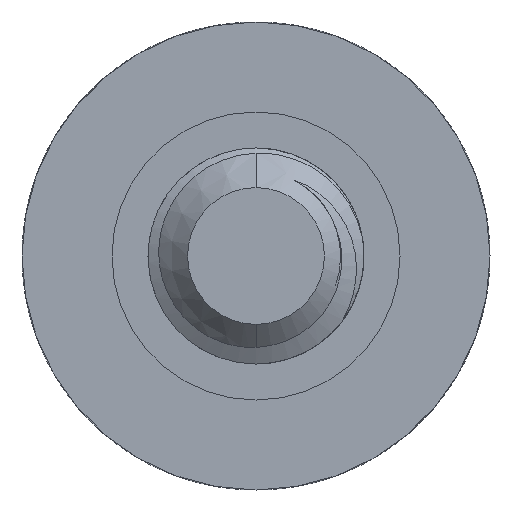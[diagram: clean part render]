
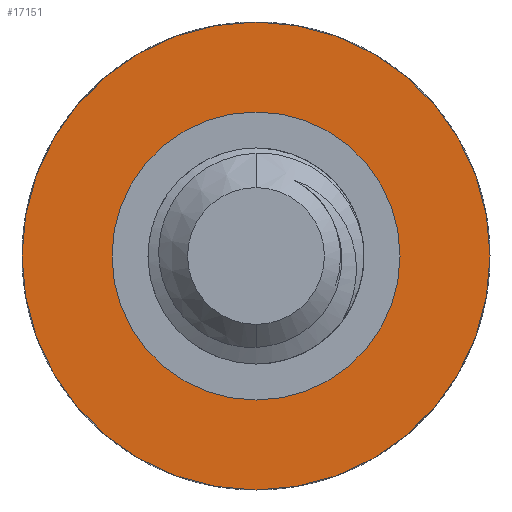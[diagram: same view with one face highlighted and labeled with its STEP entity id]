
A CAD part, front view. The second image highlights one B-rep face of the part: STEP entity #17151.
In plain terms, the highlighted planar face has unit normal (0, -1, 0).
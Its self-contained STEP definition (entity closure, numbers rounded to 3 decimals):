
#1198 = VERTEX_POINT ( 'NONE', #8683 ) ;
#1206 = VERTEX_POINT ( 'NONE', #8665 ) ;
#1250 = EDGE_CURVE ( 'NONE', #1198, #1206, #8827, .T. ) ;
#8665 = CARTESIAN_POINT ( 'NONE',  ( 0., 0., 4. ) ) ;
#8683 = CARTESIAN_POINT ( 'NONE',  ( 0., 0., -4. ) ) ;
#8823 = DIRECTION ( 'NONE',  ( 0., 0., 1. ) ) ;
#8824 = DIRECTION ( 'NONE',  ( 0., -1., 0. ) ) ;
#8825 = CARTESIAN_POINT ( 'NONE',  ( 0., 0., 0. ) ) ;
#8826 = AXIS2_PLACEMENT_3D ( 'NONE', #8825, #8824, #8823 ) ;
#8827 = CIRCLE ( 'NONE', #8826, 4. ) ;
#8869 = VERTEX_POINT ( 'NONE', #9519 ) ;
#9519 = CARTESIAN_POINT ( 'NONE',  ( 0., 0., 6.5 ) ) ;
#10409 = DIRECTION ( 'NONE',  ( 0., 0., 1. ) ) ;
#10410 = DIRECTION ( 'NONE',  ( 0., 1., 0. ) ) ;
#10411 = CARTESIAN_POINT ( 'NONE',  ( 0., 0., 0. ) ) ;
#10412 = AXIS2_PLACEMENT_3D ( 'NONE', #10411, #10410, #10409 ) ;
#10413 = CIRCLE ( 'NONE', #10412, 6.5 ) ;
#10752 = DIRECTION ( 'NONE',  ( 0., 0., 1. ) ) ;
#10753 = DIRECTION ( 'NONE',  ( 0., -1., 0. ) ) ;
#10754 = CARTESIAN_POINT ( 'NONE',  ( 0., 0., 0. ) ) ;
#10755 = AXIS2_PLACEMENT_3D ( 'NONE', #10754, #10753, #10752 ) ;
#10756 = CIRCLE ( 'NONE', #10755, 4. ) ;
#10770 = DIRECTION ( 'NONE',  ( 0., 0., 1. ) ) ;
#10771 = DIRECTION ( 'NONE',  ( 0., 1., 0. ) ) ;
#10772 = CARTESIAN_POINT ( 'NONE',  ( 0., 0., 0. ) ) ;
#10773 = AXIS2_PLACEMENT_3D ( 'NONE', #10772, #10771, #10770 ) ;
#10774 = PLANE ( 'NONE',  #10773 ) ;
#10785 = FACE_BOUND ( 'NONE', #17130, .T. ) ;
#10786 = FACE_OUTER_BOUND ( 'NONE', #17141, .T. ) ;
#15195 = CARTESIAN_POINT ( 'NONE',  ( 0., 0., -6.5 ) ) ;
#16004 = EDGE_CURVE ( 'NONE', #21754, #8869, #10413, .T. ) ;
#16528 = DIRECTION ( 'NONE',  ( 0., 0., 1. ) ) ;
#16542 = DIRECTION ( 'NONE',  ( 0., 1., 0. ) ) ;
#16543 = CARTESIAN_POINT ( 'NONE',  ( 0., 0., 0. ) ) ;
#16544 = AXIS2_PLACEMENT_3D ( 'NONE', #16543, #16542, #16528 ) ;
#16545 = CIRCLE ( 'NONE', #16544, 6.5 ) ;
#17116 = ORIENTED_EDGE ( 'NONE', *, *, #1250, .F. ) ;
#17130 = EDGE_LOOP ( 'NONE', ( #17131, #17116 ) ) ;
#17131 = ORIENTED_EDGE ( 'NONE', *, *, #17133, .F. ) ;
#17133 = EDGE_CURVE ( 'NONE', #1206, #1198, #10756, .T. ) ;
#17138 = ORIENTED_EDGE ( 'NONE', *, *, #21908, .F. ) ;
#17141 = EDGE_LOOP ( 'NONE', ( #17148, #17138 ) ) ;
#17148 = ORIENTED_EDGE ( 'NONE', *, *, #16004, .F. ) ;
#17151 = ADVANCED_FACE ( 'NONE', ( #10786, #10785 ), #10774, .F. ) ;
#21754 = VERTEX_POINT ( 'NONE', #15195 ) ;
#21908 = EDGE_CURVE ( 'NONE', #8869, #21754, #16545, .T. ) ;
